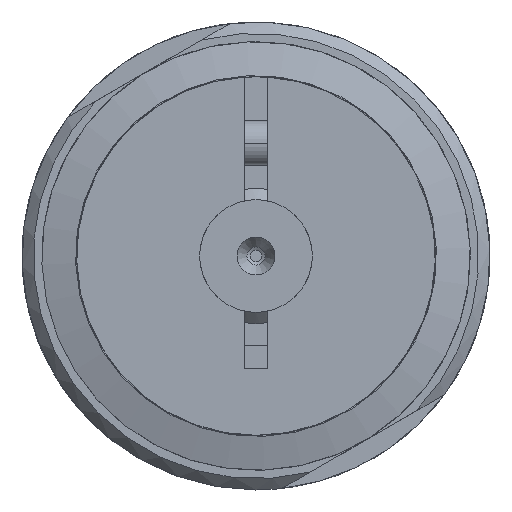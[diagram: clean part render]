
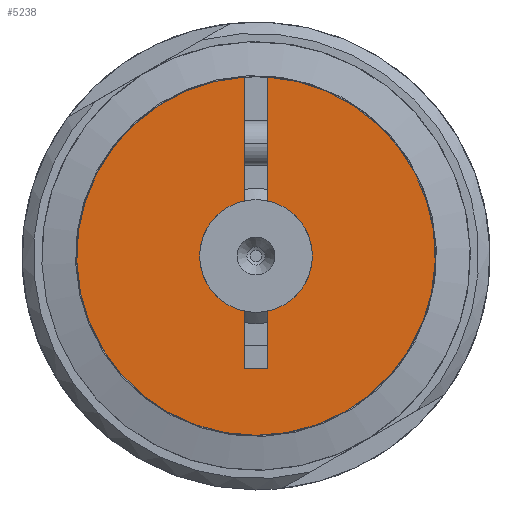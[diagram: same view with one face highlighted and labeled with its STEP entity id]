
A CAD part, left-side view. The second image highlights one B-rep face of the part: STEP entity #5238.
In plain terms, the highlighted planar face has unit normal (-1, 0, 0).
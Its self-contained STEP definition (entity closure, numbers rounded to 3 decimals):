
#4083=CARTESIAN_POINT('',(-190.4,1.,-10.));
#4084=VERTEX_POINT('',#4083);
#4091=CARTESIAN_POINT('',(-190.4,-1.,-10.));
#4092=VERTEX_POINT('',#4091);
#4093=CARTESIAN_POINT('',(-190.4,1.,-10.));
#4094=DIRECTION('',(0.0,-1.0,0.0));
#4095=VECTOR('',#4094,2.);
#4096=LINE('',#4093,#4095);
#4097=EDGE_CURVE('',#4084,#4092,#4096,.T.);
#4146=CARTESIAN_POINT('',(-190.4,-1.,4.899));
#4147=VERTEX_POINT('',#4146);
#4154=CARTESIAN_POINT('',(-190.4,-1.,15.869));
#4155=VERTEX_POINT('',#4154);
#4156=CARTESIAN_POINT('',(-190.4,-1.,15.869));
#4157=DIRECTION('',(0.0,0.0,-1.0));
#4158=VECTOR('',#4157,10.97);
#4159=LINE('',#4156,#4158);
#4160=EDGE_CURVE('',#4155,#4147,#4159,.T.);
#4206=CARTESIAN_POINT('',(-190.4,1.,-4.899));
#4207=VERTEX_POINT('',#4206);
#4214=CARTESIAN_POINT('',(-190.4,1.,-4.899));
#4215=DIRECTION('',(0.0,0.0,-1.0));
#4216=VECTOR('',#4215,5.101);
#4217=LINE('',#4214,#4216);
#4218=EDGE_CURVE('',#4207,#4084,#4217,.T.);
#4708=CARTESIAN_POINT('',(-190.4,0.,-15.9));
#4709=VERTEX_POINT('',#4708);
#4716=CARTESIAN_POINT('',(-190.4,1.,15.869));
#4717=VERTEX_POINT('',#4716);
#4718=CARTESIAN_POINT('',(-190.4,0.,0.));
#4719=DIRECTION('',(1.0,0.0,0.0));
#4720=DIRECTION('',(0.0,0.0,1.0));
#4721=AXIS2_PLACEMENT_3D('',#4718,#4719,#4720);
#4722=CIRCLE('',#4721,15.9);
#4723=EDGE_CURVE('',#4709,#4717,#4722,.T.);
#4956=CARTESIAN_POINT('',(-190.4,0.,0.));
#4957=DIRECTION('',(1.0,0.0,0.0));
#4958=DIRECTION('',(0.0,0.0,1.0));
#4959=AXIS2_PLACEMENT_3D('',#4956,#4957,#4958);
#4960=CIRCLE('',#4959,15.9);
#4961=EDGE_CURVE('',#4155,#4709,#4960,.T.);
#5183=CARTESIAN_POINT('',(-190.4,-1.,-4.899));
#5184=VERTEX_POINT('',#5183);
#5194=CARTESIAN_POINT('',(-190.4,-1.,-4.899));
#5195=DIRECTION('',(0.0,0.0,-1.0));
#5196=VECTOR('',#5195,5.101);
#5197=LINE('',#5194,#5196);
#5198=EDGE_CURVE('',#5184,#4092,#5197,.T.);
#5203=CARTESIAN_POINT('',(-190.4,0.,0.));
#5204=DIRECTION('',(1.0,0.0,0.0));
#5205=DIRECTION('',(0.0,0.0,1.0));
#5206=AXIS2_PLACEMENT_3D('',#5203,#5204,#5205);
#5207=PLANE('',#5206);
#5208=CARTESIAN_POINT('',(-190.4,1.,4.899));
#5209=VERTEX_POINT('',#5208);
#5210=CARTESIAN_POINT('',(-190.4,0.,0.));
#5211=DIRECTION('',(1.0,0.0,0.0));
#5212=DIRECTION('',(0.0,0.0,1.0));
#5213=AXIS2_PLACEMENT_3D('',#5210,#5211,#5212);
#5214=CIRCLE('',#5213,5.0);
#5215=EDGE_CURVE('',#4207,#5209,#5214,.T.);
#5216=ORIENTED_EDGE('',*,*,#5215,.T.);
#5217=CARTESIAN_POINT('',(-190.4,1.,15.869));
#5218=DIRECTION('',(0.0,0.0,-1.0));
#5219=VECTOR('',#5218,10.97);
#5220=LINE('',#5217,#5219);
#5221=EDGE_CURVE('',#4717,#5209,#5220,.T.);
#5222=ORIENTED_EDGE('',*,*,#5221,.F.);
#5223=ORIENTED_EDGE('',*,*,#4723,.F.);
#5224=ORIENTED_EDGE('',*,*,#4961,.F.);
#5225=ORIENTED_EDGE('',*,*,#4160,.T.);
#5226=CARTESIAN_POINT('',(-190.4,0.,0.));
#5227=DIRECTION('',(1.0,0.0,0.0));
#5228=DIRECTION('',(0.0,0.0,1.0));
#5229=AXIS2_PLACEMENT_3D('',#5226,#5227,#5228);
#5230=CIRCLE('',#5229,5.0);
#5231=EDGE_CURVE('',#4147,#5184,#5230,.T.);
#5232=ORIENTED_EDGE('',*,*,#5231,.T.);
#5233=ORIENTED_EDGE('',*,*,#5198,.T.);
#5234=ORIENTED_EDGE('',*,*,#4097,.F.);
#5235=ORIENTED_EDGE('',*,*,#4218,.F.);
#5236=EDGE_LOOP('',(#5216,#5222,#5223,#5224,#5225,#5232,#5233,#5234,#5235));
#5237=FACE_OUTER_BOUND('',#5236,.T.);
#5238=ADVANCED_FACE('',(#5237),#5207,.F.);
